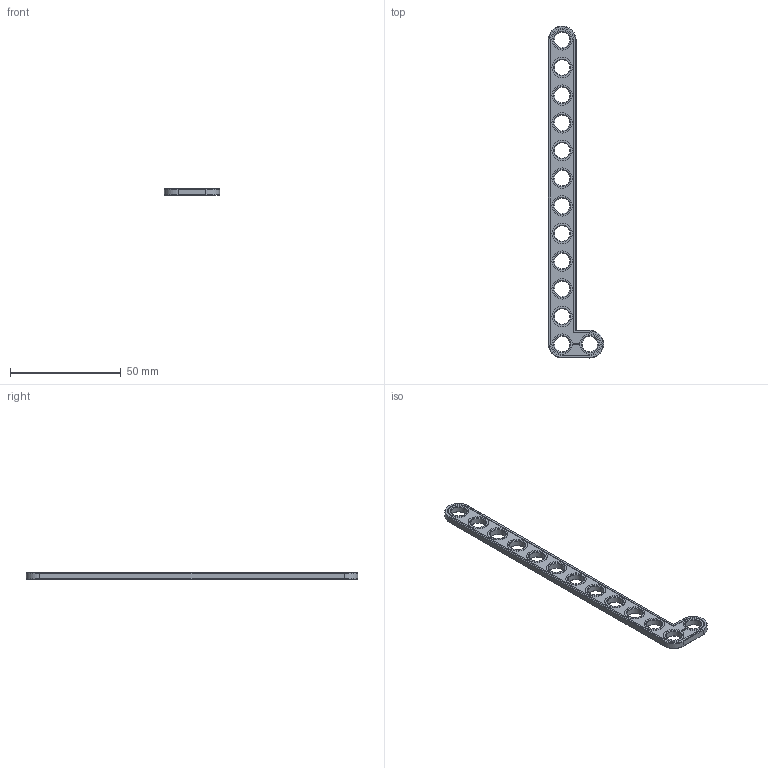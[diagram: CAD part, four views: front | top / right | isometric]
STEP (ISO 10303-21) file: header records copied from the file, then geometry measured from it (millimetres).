
FILE_DESCRIPTION(('FreeCAD Model'),'2;1');
FILE_NAME('Open CASCADE Shape Model','2022-02-08T20:18:59',( 'Paulo Kiefe'),('STEMFIE.org'),'Open CASCADE STEP processor 7.4', 'FreeCAD','Unknown');
FILE_SCHEMA(('AUTOMOTIVE_DESIGN { 1 0 10303 214 1 1 1 1 }'));
Length unit declared in the file: millimetre
Products named in the file (1): Brace_AGD_90_ASYM_ERR_BU02x12x01x00.25_-_SPN-BRC-1009_(stemfie.org)
Bounding box: 25 x 150 x 3.12 mm (x, y, z)
Volume: 4444.8 mm3; surface area: 4849.5 mm2
Topology: 1 solids, 1 shells, 605 faces, 1625 edges, 1070 vertices
Faces by surface type: plane 339, extrusion 202, cone 32, cylinder 32
Full cylindrical faces by diameter (mm): 7 x13, 9.2 x13
Entity records: 41477 total; most frequent: CARTESIAN_POINT 10359, DIRECTION 4945, VECTOR 3894, LINE 3692, ORIENTED_EDGE 3250, PCURVE 3250, DEFINITIONAL_REPRESENTATION 3250, EDGE_CURVE 1625
